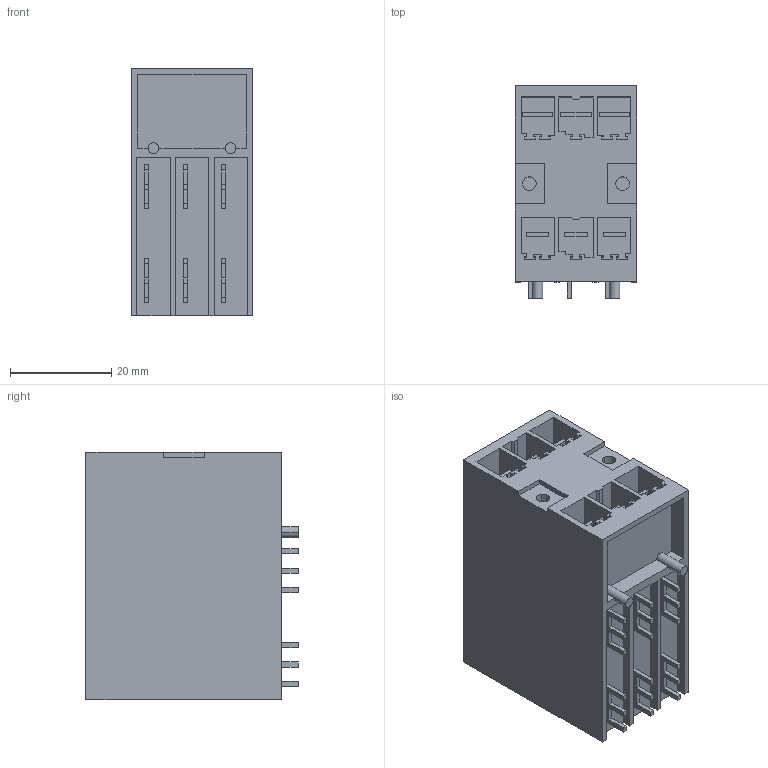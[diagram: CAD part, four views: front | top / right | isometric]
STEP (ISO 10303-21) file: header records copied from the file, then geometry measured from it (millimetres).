
FILE_DESCRIPTION(('CATIA V5 STEP Exchange','CAx-IF Rec.Pracs.--- Model Styling and Organization---1.2---2011-12-15'),'2;1');
FILE_NAME ('D1452762_0_1543310000_1543310000.stp','2017-11-04T08:59:20+00:00',('none'),('Weidmueller'),'CATIA Version 5-6 Release 2014','CATIA V5 STEP AP214','none');
FILE_SCHEMA(('AUTOMOTIVE_DESIGN { 1 0 10303 214 1 1 1 1 }'));
Length unit declared in the file: millimetre
Products named in the file (1): 1543310000
Bounding box: 24.08 x 41.9 x 48.9 mm (x, y, z)
Volume: 36293.1 mm3; surface area: 22008.3 mm2
Topology: 7 solids, 7 shells, 523 faces, 1472 edges, 982 vertices
Faces by surface type: plane 515, cylinder 8
Entity records: 15514 total; most frequent: ORIENTED_EDGE 2944, CARTESIAN_POINT 2767, DIRECTION 2096, EDGE_CURVE 1472, VECTOR 1456, LINE 1456, VERTEX_POINT 982, EDGE_LOOP 554
